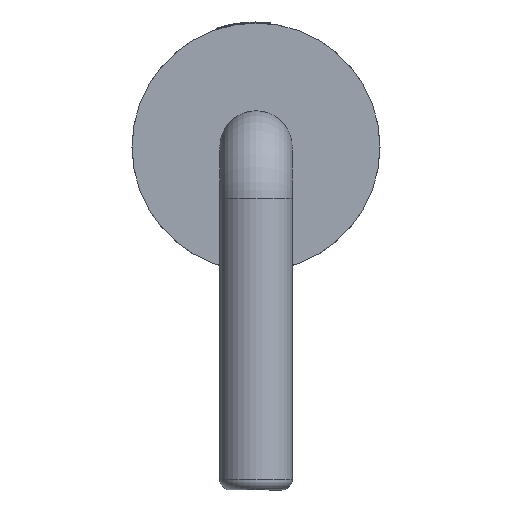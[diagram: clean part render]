
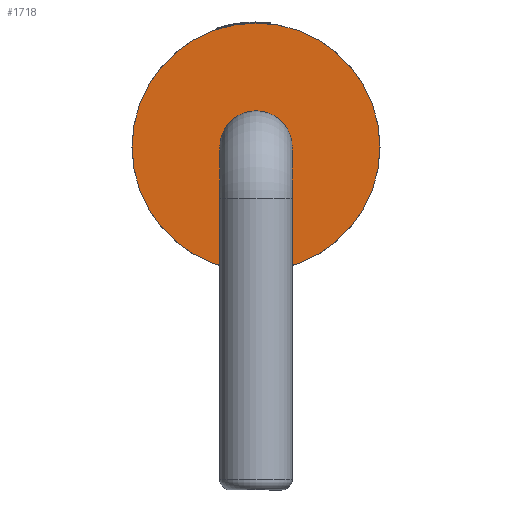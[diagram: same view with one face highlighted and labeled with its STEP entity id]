
A CAD part, left-side view. The second image highlights one B-rep face of the part: STEP entity #1718.
In plain terms, the highlighted planar face has unit normal (-1, 0, 0).
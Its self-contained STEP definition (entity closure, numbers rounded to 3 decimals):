
#87=PLANE('',#1847);
#125=FACE_BOUND('',#627,.T.);
#503=FACE_OUTER_BOUND('',#626,.T.);
#626=EDGE_LOOP('',(#1502));
#627=EDGE_LOOP('',(#1503));
#652=CIRCLE('',#1773,1.2);
#654=CIRCLE('',#1776,0.35);
#734=VERTEX_POINT('',#3099);
#736=VERTEX_POINT('',#3104);
#890=EDGE_CURVE('',#734,#734,#652,.T.);
#892=EDGE_CURVE('',#736,#736,#654,.T.);
#1502=ORIENTED_EDGE('',*,*,#890,.F.);
#1503=ORIENTED_EDGE('',*,*,#892,.F.);
#1718=ADVANCED_FACE('',(#503,#125),#87,.F.);
#1773=AXIS2_PLACEMENT_3D('',#3100,#1930,#1931);
#1776=AXIS2_PLACEMENT_3D('',#3105,#1936,#1937);
#1847=AXIS2_PLACEMENT_3D('',#6605,#2168,#2169);
#1930=DIRECTION('center_axis',(1.,0.,0.));
#1931=DIRECTION('ref_axis',(0.,0.,-1.));
#1936=DIRECTION('center_axis',(-1.,0.,0.));
#1937=DIRECTION('ref_axis',(0.,0.,1.));
#2168=DIRECTION('center_axis',(1.,0.,0.));
#2169=DIRECTION('ref_axis',(0.,0.,-1.));
#3099=CARTESIAN_POINT('',(-2.5,0.,2.52));
#3100=CARTESIAN_POINT('Origin',(-2.5,0.,1.32));
#3104=CARTESIAN_POINT('',(-2.5,0.,0.97));
#3105=CARTESIAN_POINT('Origin',(-2.5,0.,1.32));
#6605=CARTESIAN_POINT('Origin',(-2.5,0.,1.32));
